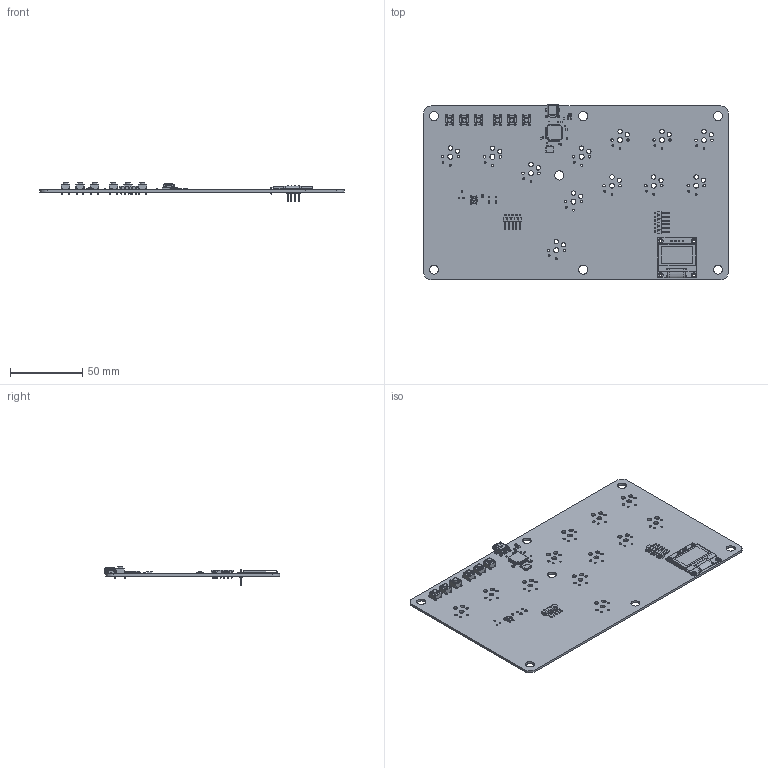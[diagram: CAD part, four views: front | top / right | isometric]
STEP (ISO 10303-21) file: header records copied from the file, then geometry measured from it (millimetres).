
FILE_DESCRIPTION(('KiCad electronic assembly'),'2;1');
FILE_NAME('PE2-final.step','2024-05-20T13:49:22',('Pcbnew'),('Kicad'), 'Open CASCADE STEP processor 7.7','KiCad to STEP converter','Unknown' );
FILE_SCHEMA(('AUTOMOTIVE_DESIGN { 1 0 10303 214 1 1 1 1 }'));
Length unit declared in the file: millimetre
Products named in the file (28): PE2-final 1; 1825910-6; C_0402_1005Metric; JLC_miniUSB-Step; 548191572; OLED 128x64; User Library-128x64I2COLEDDisplayAdafruit; XTAL_AA-8_000MALV-T_TXC; part; LED_0603_1608Metric; NCP115ASN330T2G; NCP551SN15T1G; C_0603_1608Metric; R_0402_1005Metric; PinHeader_1x06_P2.54mm_Horizontal; PinHeader_1x06_P254mm_Horizontal; TS-1187A-B-A-B; STM32F446RCT6; STM32G070RBT6; PinHeader_1x05_P2.54mm_Horizontal; PinHeader_1x05_P254mm_Horizontal; PE2-for-review_PCB
Assembly tree (50 placements, depth 3):
  PE2-final 1
    1825910-6  x6
      1825910-6
    C_0402_1005Metric  x10
      C_0402_1005Metric
    JLC_miniUSB-Step
      548191572
    OLED 128x64
      User Library-128x64I2COLEDDisplayAdafruit
    XTAL_AA-8_000MALV-T_TXC
      part
    LED_0603_1608Metric  x2
      LED_0603_1608Metric
    NCP115ASN330T2G
      NCP551SN15T1G
    C_0603_1608Metric  x6
      C_0603_1608Metric
    R_0402_1005Metric  x4
      R_0402_1005Metric
    PinHeader_1x06_P2.54mm_Horizontal
      PinHeader_1x06_P254mm_Horizontal
    TS-1187A-B-A-B
      TS-1187A-B-A-B
    STM32F446RCT6
      STM32G070RBT6
    PinHeader_1x05_P2.54mm_Horizontal
      PinHeader_1x05_P254mm_Horizontal
    PE2-for-review_PCB
Bounding box: 210 x 121.15 x 13.11 mm (x, y, z)
Volume: 42161.9 mm3; surface area: 57746.9 mm2
Topology: 181 solids, 181 shells, 3955 faces, 10228 edges, 6707 vertices
Faces by surface type: plane 2550, cylinder 1273, torus 78, bspline 30, sphere 24
Full cylindrical faces by diameter (mm): 1 x15, 1.1 x24, 1.27 x24, 1.702 x24, 2 x4, 3 x24, 3.429 x12, 6.3 x7
Entity records: 89615 total; most frequent: CARTESIAN_POINT 15848, ORIENTED_EDGE 14146, DIRECTION 14063, EDGE_CURVE 7073, LINE 5415, VECTOR 5415, VERTEX_POINT 4595, AXIS2_PLACEMENT_3D 4324
